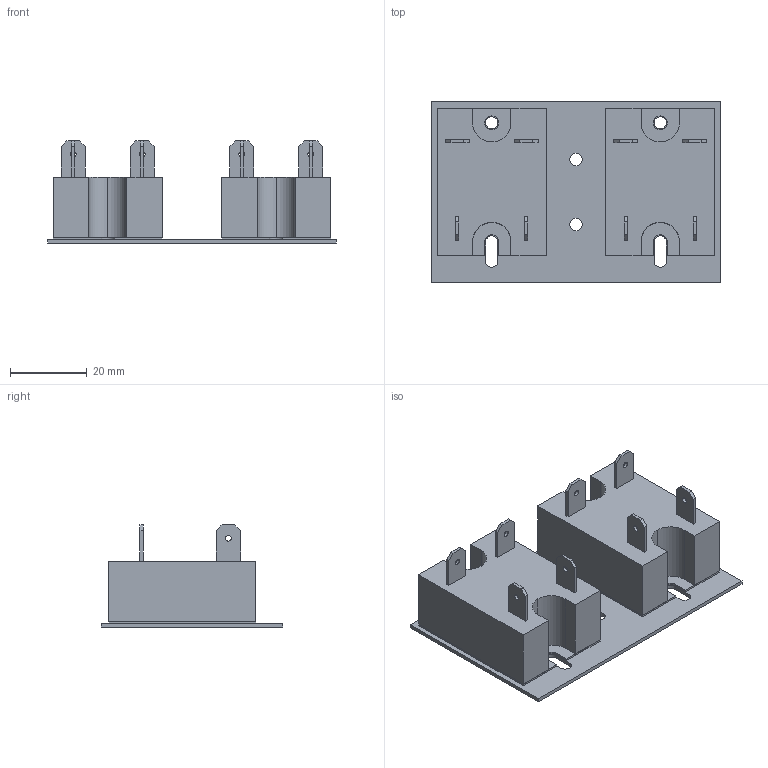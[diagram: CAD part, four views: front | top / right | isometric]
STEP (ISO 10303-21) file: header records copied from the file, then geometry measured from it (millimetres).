
FILE_DESCRIPTION(('FreeCAD Model'),'2;1');
FILE_NAME('Open CASCADE Shape Model','2023-10-08T14:47:19',(''),(''), 'Open CASCADE STEP processor 7.6','FreeCAD','Unknown');
FILE_SCHEMA(('AUTOMOTIVE_DESIGN { 1 0 10303 214 1 1 1 1 }'));
Length unit declared in the file: millimetre
Products named in the file (3): Plate + SSRs; Metal_Plate; SSR_Tabs_Body
Assembly tree (3 placements, depth 2):
  Plate + SSRs
    Metal_Plate
    SSR_Tabs_Body  x2
Bounding box: 75.3 x 47.3 x 26.73 mm (x, y, z)
Volume: 34579.6 mm3; surface area: 21642 mm2
Topology: 13 solids, 13 shells, 154 faces, 668 edges, 824 vertices
Faces by surface type: plane 116, cylinder 38
Full cylindrical faces by diameter (mm): 3.2 x6
Entity records: 7584 total; most frequent: CARTESIAN_POINT 1386, DIRECTION 1040, LINE 681, VECTOR 681, ORIENTED_EDGE 438, PCURVE 438, DEFINITIONAL_REPRESENTATION 438, EDGE_CURVE 219
